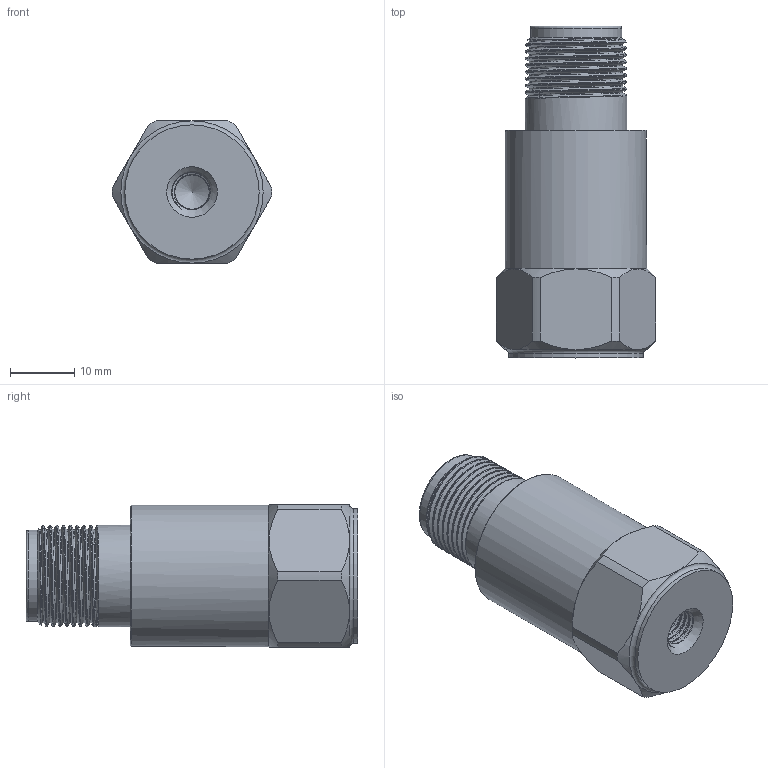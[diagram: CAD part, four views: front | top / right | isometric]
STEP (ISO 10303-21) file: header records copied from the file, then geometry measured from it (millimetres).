
FILE_DESCRIPTION(/* description */ (''),/* implementation_level */ '2;1');
FILE_NAME(/* name */ 'MASTER_STANDARD_TOP_EXIT_2PIN_ISOLATED.stp',/* time_stamp */ '2017-04-25T17:06:22-04:00',/* author */ ('aneininger'),/* organization */ ('CONNECTION TECHNOLOGY CENTER'),/* preprocessor_version */ 'ST-DEVELOPER v16.5',/* originating_system */ 'Autodesk Inventor 2017',/* authorisation */ '');
FILE_SCHEMA (('AUTOMOTIVE_DESIGN { 1 0 10303 214 3 1 1 }'));
Length unit declared in the file: inch
Products named in the file (1): MASTER_STANDARD_TOP_EXIT_2PIN_ISOLATED
Bounding box: 24.89 x 51.82 x 22.23 mm (x, y, z)
Volume: 15482.4 mm3; surface area: 5571.6 mm2
Topology: 2 solids, 2 shells, 167 faces, 415 edges, 270 vertices
Faces by surface type: plane 80, bspline 45, cylinder 19, cone 13, torus 10
Full cylindrical faces by diameter (mm): 1.587 x2, 1.727 x2, 11.684 x1, 14.275 x1, 15.875 x1, 20.955 x1, 22.047 x1
Entity records: 10453 total; most frequent: CARTESIAN_POINT 6871, ORIENTED_EDGE 744, DIRECTION 564, EDGE_CURVE 370, VERTEX_POINT 252, EDGE_LOOP 212, LINE 198, VECTOR 198
